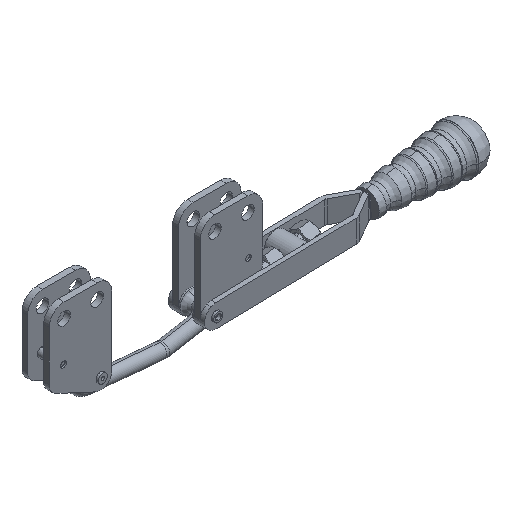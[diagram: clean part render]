
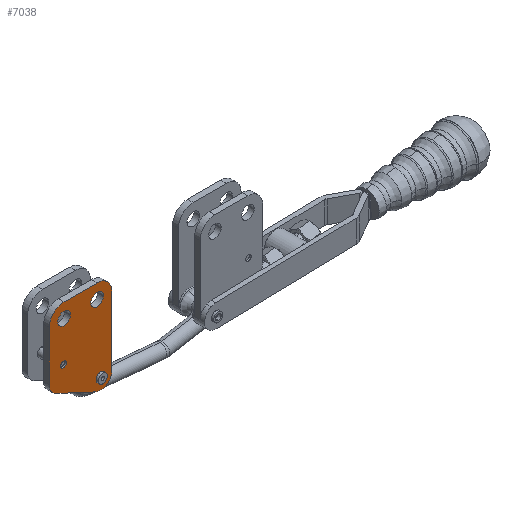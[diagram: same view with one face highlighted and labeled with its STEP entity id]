
A CAD part, isometric view. The second image highlights one B-rep face of the part: STEP entity #7038.
In plain terms, the highlighted planar face has unit normal (0, -1, 0).
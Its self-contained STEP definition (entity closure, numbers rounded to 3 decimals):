
#2697=CARTESIAN_POINT('',(-107.883,-20.644,-25.06));
#2698=VERTEX_POINT('',#2697);
#2707=CARTESIAN_POINT('',(-99.883,-20.646,-25.06));
#2708=VERTEX_POINT('',#2707);
#2709=CARTESIAN_POINT('',(-103.883,-20.645,-25.06));
#2710=DIRECTION('',(0.,1.,0.));
#2711=DIRECTION('',(1.,0.,0.));
#2712=AXIS2_PLACEMENT_3D('',#2709,#2710,#2711);
#2713=CIRCLE('',#2712,4.0);
#2714=EDGE_CURVE('',#2708,#2698,#2713,.T.);
#3832=CARTESIAN_POINT('',(-133.883,-20.637,0.88));
#3833=VERTEX_POINT('',#3832);
#3849=CARTESIAN_POINT('',(-138.883,-20.635,0.88));
#3850=VERTEX_POINT('',#3849);
#3857=CARTESIAN_POINT('',(-136.383,-20.636,0.88));
#3858=DIRECTION('',(0.,1.,0.));
#3859=DIRECTION('',(1.,0.,0.));
#3860=AXIS2_PLACEMENT_3D('',#3857,#3858,#3859);
#3861=CIRCLE('',#3860,2.5);
#3862=EDGE_CURVE('',#3833,#3850,#3861,.T.);
#3872=CARTESIAN_POINT('',(-130.383,-20.638,35.68));
#3873=VERTEX_POINT('',#3872);
#3882=CARTESIAN_POINT('',(-141.383,-20.635,35.68));
#3883=VERTEX_POINT('',#3882);
#3884=CARTESIAN_POINT('',(-135.883,-20.636,35.68));
#3885=DIRECTION('',(0.,1.,0.));
#3886=DIRECTION('',(1.,0.,0.));
#3887=AXIS2_PLACEMENT_3D('',#3884,#3885,#3886);
#3888=CIRCLE('',#3887,5.5);
#3889=EDGE_CURVE('',#3883,#3873,#3888,.T.);
#3914=CARTESIAN_POINT('',(-101.383,-20.646,35.68));
#3915=VERTEX_POINT('',#3914);
#3924=CARTESIAN_POINT('',(-112.383,-20.643,35.68));
#3925=VERTEX_POINT('',#3924);
#3926=CARTESIAN_POINT('',(-106.883,-20.644,35.68));
#3927=DIRECTION('',(0.,1.,0.));
#3928=DIRECTION('',(1.,0.,0.));
#3929=AXIS2_PLACEMENT_3D('',#3926,#3927,#3928);
#3930=CIRCLE('',#3929,5.5);
#3931=EDGE_CURVE('',#3925,#3915,#3930,.T.);
#3990=CARTESIAN_POINT('',(-93.883,-20.648,-25.06));
#3991=VERTEX_POINT('',#3990);
#3998=CARTESIAN_POINT('',(-108.109,-20.644,-34.123));
#3999=VERTEX_POINT('',#3998);
#4000=CARTESIAN_POINT('',(-103.883,-20.645,-25.06));
#4001=DIRECTION('',(0.,1.,0.));
#4002=DIRECTION('',(-0.423,0.,-0.906));
#4003=AXIS2_PLACEMENT_3D('',#4000,#4001,#4002);
#4004=CIRCLE('',#4003,10.);
#4005=EDGE_CURVE('',#3991,#3999,#4004,.T.);
#6933=CARTESIAN_POINT('',(-119.596,-20.641,9.225));
#6934=DIRECTION('',(0.,-1.,0.));
#6935=DIRECTION('',(-1.,0.,0.));
#6936=AXIS2_PLACEMENT_3D('',#6933,#6934,#6935);
#6937=PLANE('',#6936);
#6938=ORIENTED_EDGE('',*,*,#4005,.F.);
#6939=CARTESIAN_POINT('',(-93.883,-20.648,35.18));
#6940=VERTEX_POINT('',#6939);
#6941=CARTESIAN_POINT('',(-93.883,-20.648,35.18));
#6942=DIRECTION('',(0.0,0.0,-1.0));
#6943=VECTOR('',#6942,60.24);
#6944=LINE('',#6941,#6943);
#6945=EDGE_CURVE('',#6940,#3991,#6944,.T.);
#6946=ORIENTED_EDGE('',*,*,#6945,.F.);
#6947=CARTESIAN_POINT('',(-106.883,-20.644,48.18));
#6948=VERTEX_POINT('',#6947);
#6949=CARTESIAN_POINT('',(-106.883,-20.644,35.18));
#6950=DIRECTION('',(0.,1.,0.));
#6951=DIRECTION('',(1.,0.,0.));
#6952=AXIS2_PLACEMENT_3D('',#6949,#6950,#6951);
#6953=CIRCLE('',#6952,13.);
#6954=EDGE_CURVE('',#6948,#6940,#6953,.T.);
#6955=ORIENTED_EDGE('',*,*,#6954,.F.);
#6956=CARTESIAN_POINT('',(-135.883,-20.636,48.18));
#6957=VERTEX_POINT('',#6956);
#6958=CARTESIAN_POINT('',(-135.883,-20.636,48.18));
#6959=DIRECTION('',(1.,0.,0.));
#6960=VECTOR('',#6959,29.);
#6961=LINE('',#6958,#6960);
#6962=EDGE_CURVE('',#6957,#6948,#6961,.T.);
#6963=ORIENTED_EDGE('',*,*,#6962,.F.);
#6964=CARTESIAN_POINT('',(-148.883,-20.632,35.18));
#6965=VERTEX_POINT('',#6964);
#6966=CARTESIAN_POINT('',(-135.883,-20.636,35.18));
#6967=DIRECTION('',(0.,1.,0.0));
#6968=DIRECTION('',(0.0,0.0,1.0));
#6969=AXIS2_PLACEMENT_3D('',#6966,#6967,#6968);
#6970=CIRCLE('',#6969,13.0);
#6971=EDGE_CURVE('',#6965,#6957,#6970,.T.);
#6972=ORIENTED_EDGE('',*,*,#6971,.F.);
#6973=CARTESIAN_POINT('',(-148.883,-20.632,-8.739));
#6974=VERTEX_POINT('',#6973);
#6975=CARTESIAN_POINT('',(-148.883,-20.632,-8.739));
#6976=DIRECTION('',(0.0,0.0,1.0));
#6977=VECTOR('',#6976,43.919);
#6978=LINE('',#6975,#6977);
#6979=EDGE_CURVE('',#6974,#6965,#6978,.T.);
#6980=ORIENTED_EDGE('',*,*,#6979,.F.);
#6981=CARTESIAN_POINT('',(-143.109,-20.634,-17.802));
#6982=VERTEX_POINT('',#6981);
#6983=CARTESIAN_POINT('',(-138.883,-20.635,-8.739));
#6984=DIRECTION('',(0.,1.,0.));
#6985=DIRECTION('',(-1.,0.,0.));
#6986=AXIS2_PLACEMENT_3D('',#6983,#6984,#6985);
#6987=CIRCLE('',#6986,10.0);
#6988=EDGE_CURVE('',#6982,#6974,#6987,.T.);
#6989=ORIENTED_EDGE('',*,*,#6988,.F.);
#6990=CARTESIAN_POINT('',(-108.109,-20.644,-34.123));
#6991=DIRECTION('',(-0.906,0.,0.423));
#6992=VECTOR('',#6991,38.618);
#6993=LINE('',#6990,#6992);
#6994=EDGE_CURVE('',#3999,#6982,#6993,.T.);
#6995=ORIENTED_EDGE('',*,*,#6994,.F.);
#6996=EDGE_LOOP('',(#6938,#6946,#6955,#6963,#6972,#6980,#6989,#6995));
#6997=FACE_OUTER_BOUND('',#6996,.T.);
#6998=CARTESIAN_POINT('',(-136.383,-20.636,0.88));
#6999=DIRECTION('',(0.,1.,0.));
#7000=DIRECTION('',(1.,0.,0.));
#7001=AXIS2_PLACEMENT_3D('',#6998,#6999,#7000);
#7002=CIRCLE('',#7001,2.5);
#7003=EDGE_CURVE('',#3850,#3833,#7002,.T.);
#7004=ORIENTED_EDGE('',*,*,#7003,.T.);
#7005=ORIENTED_EDGE('',*,*,#3862,.T.);
#7006=EDGE_LOOP('',(#7004,#7005));
#7007=FACE_BOUND('',#7006,.T.);
#7008=CARTESIAN_POINT('',(-103.883,-20.645,-25.06));
#7009=DIRECTION('',(0.,1.,0.));
#7010=DIRECTION('',(1.,0.,0.));
#7011=AXIS2_PLACEMENT_3D('',#7008,#7009,#7010);
#7012=CIRCLE('',#7011,4.0);
#7013=EDGE_CURVE('',#2698,#2708,#7012,.T.);
#7014=ORIENTED_EDGE('',*,*,#7013,.T.);
#7015=ORIENTED_EDGE('',*,*,#2714,.T.);
#7016=EDGE_LOOP('',(#7014,#7015));
#7017=FACE_BOUND('',#7016,.T.);
#7018=ORIENTED_EDGE('',*,*,#3889,.T.);
#7019=CARTESIAN_POINT('',(-135.883,-20.636,35.68));
#7020=DIRECTION('',(0.,1.,0.));
#7021=DIRECTION('',(1.,0.,0.));
#7022=AXIS2_PLACEMENT_3D('',#7019,#7020,#7021);
#7023=CIRCLE('',#7022,5.5);
#7024=EDGE_CURVE('',#3873,#3883,#7023,.T.);
#7025=ORIENTED_EDGE('',*,*,#7024,.T.);
#7026=EDGE_LOOP('',(#7018,#7025));
#7027=FACE_BOUND('',#7026,.T.);
#7028=ORIENTED_EDGE('',*,*,#3931,.T.);
#7029=CARTESIAN_POINT('',(-106.883,-20.644,35.68));
#7030=DIRECTION('',(0.,1.,0.));
#7031=DIRECTION('',(1.,0.,0.));
#7032=AXIS2_PLACEMENT_3D('',#7029,#7030,#7031);
#7033=CIRCLE('',#7032,5.5);
#7034=EDGE_CURVE('',#3915,#3925,#7033,.T.);
#7035=ORIENTED_EDGE('',*,*,#7034,.T.);
#7036=EDGE_LOOP('',(#7028,#7035));
#7037=FACE_BOUND('',#7036,.T.);
#7038=ADVANCED_FACE('',(#6997,#7007,#7017,#7027,#7037),#6937,.T.);
